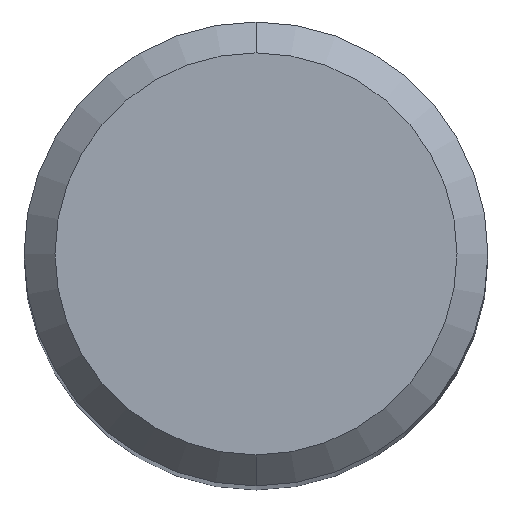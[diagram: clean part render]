
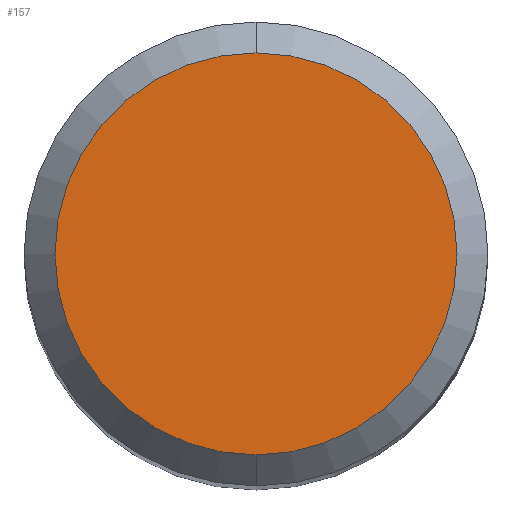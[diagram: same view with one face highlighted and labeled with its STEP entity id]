
A CAD part, top view. The second image highlights one B-rep face of the part: STEP entity #157.
In plain terms, the highlighted planar face has unit normal (0, 0, 1).
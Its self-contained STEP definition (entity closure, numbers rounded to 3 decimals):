
#101=VERTEX_POINT('',#252);
#107=EDGE_CURVE('',#203,#101,#259,.T.);
#157=ADVANCED_FACE('',(#318),#319,.T.);
#203=VERTEX_POINT('',#370);
#223=EDGE_CURVE('',#101,#203,#391,.T.);
#252=CARTESIAN_POINT('',(0.0,2.6,0.0));
#259=CIRCLE('',#422,2.6);
#318=FACE_OUTER_BOUND('',#497,.T.);
#319=PLANE('',#498);
#370=CARTESIAN_POINT('',(0.,-2.6,0.0));
#391=CIRCLE('',#592,2.6);
#422=AXIS2_PLACEMENT_3D('',#610,#611,#612);
#497=EDGE_LOOP('',(#704,#705));
#498=AXIS2_PLACEMENT_3D('',#706,#707,#708);
#592=AXIS2_PLACEMENT_3D('',#787,#788,#789);
#610=CARTESIAN_POINT('',(0.0,0.0,0.0));
#611=DIRECTION('',(0.0,0.0,-1.0));
#612=DIRECTION('',(0.0,1.0,0.0));
#704=ORIENTED_EDGE('',*,*,#223,.F.);
#705=ORIENTED_EDGE('',*,*,#107,.F.);
#706=CARTESIAN_POINT('',(0.0,1.3,0.0));
#707=DIRECTION('',(-0.0,0.0,1.0));
#708=DIRECTION('',(0.0,-1.0,0.0));
#787=CARTESIAN_POINT('',(0.0,0.0,0.0));
#788=DIRECTION('',(0.0,0.0,-1.0));
#789=DIRECTION('',(0.0,1.0,0.0));
